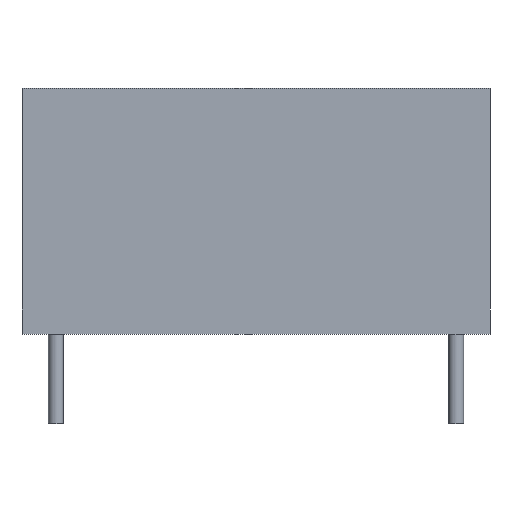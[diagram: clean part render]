
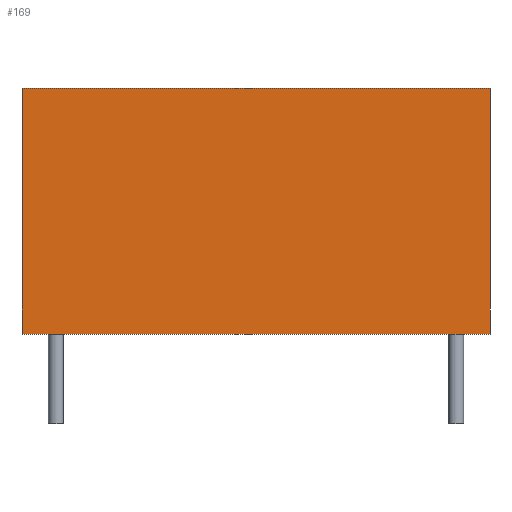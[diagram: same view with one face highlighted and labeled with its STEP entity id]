
A CAD part, front view. The second image highlights one B-rep face of the part: STEP entity #169.
In plain terms, the highlighted planar face has unit normal (0, -1, 0).
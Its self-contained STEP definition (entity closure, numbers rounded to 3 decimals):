
#169=ADVANCED_FACE('',(#175),#170,.F.);
#170=PLANE('',#171);
#171=AXIS2_PLACEMENT_3D('',#172,#173,#174);
#172=CARTESIAN_POINT('Origin',(-1.943,-3.594,0.0));
#173=DIRECTION('center_axis',(0.0,1.0,0.0));
#174=DIRECTION('ref_axis',(0.,0.,1.));
#175=FACE_OUTER_BOUND('',#176,.T.);
#176=EDGE_LOOP('',(#177,#187,#197,#207));
#177=ORIENTED_EDGE('',*,*,#178,.F.);
#178=EDGE_CURVE('',#179,#181,#183,.T.);
#179=VERTEX_POINT('',#180);
#180=CARTESIAN_POINT('',(24.854,-3.594,0.0));
#181=VERTEX_POINT('',#182);
#182=CARTESIAN_POINT('',(-1.943,-3.594,0.0));
#183=LINE('',#184,#185);
#184=CARTESIAN_POINT('',(24.854,-3.594,0.0));
#185=VECTOR('',#186,26.797);
#186=DIRECTION('',(-1.0,0.0,0.0));
#187=ORIENTED_EDGE('',*,*,#188,.F.);
#188=EDGE_CURVE('',#189,#191,#193,.T.);
#189=VERTEX_POINT('',#190);
#190=CARTESIAN_POINT('',(24.854,-3.594,14.072));
#191=VERTEX_POINT('',#180);
#193=LINE('',#194,#195);
#194=CARTESIAN_POINT('',(24.854,-3.594,14.072));
#195=VECTOR('',#196,14.072);
#196=DIRECTION('',(0.0,0.0,-1.0));
#197=ORIENTED_EDGE('',*,*,#198,.F.);
#198=EDGE_CURVE('',#199,#201,#203,.T.);
#199=VERTEX_POINT('',#200);
#200=CARTESIAN_POINT('',(-1.943,-3.594,14.072));
#201=VERTEX_POINT('',#190);
#203=LINE('',#204,#205);
#204=CARTESIAN_POINT('',(-1.943,-3.594,14.072));
#205=VECTOR('',#206,26.797);
#206=DIRECTION('',(1.0,0.0,0.0));
#207=ORIENTED_EDGE('',*,*,#208,.F.);
#208=EDGE_CURVE('',#209,#211,#213,.T.);
#209=VERTEX_POINT('',#182);
#211=VERTEX_POINT('',#200);
#213=LINE('',#214,#215);
#214=CARTESIAN_POINT('',(-1.943,-3.594,0.0));
#215=VECTOR('',#216,14.072);
#216=DIRECTION('',(0.0,0.0,1.0));
